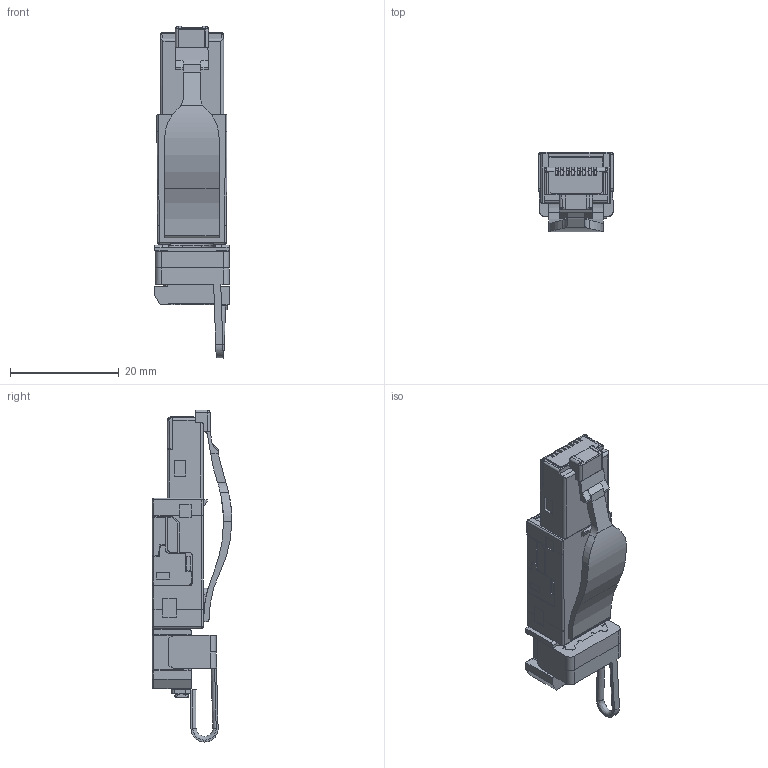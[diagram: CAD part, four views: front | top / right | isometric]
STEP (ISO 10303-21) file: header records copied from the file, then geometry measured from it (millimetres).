
FILE_DESCRIPTION (( 'STEP AP203' ), '1' );
FILE_NAME ('J80026A0003H50.STEP', '2015-10-01T14:07:45', ( '' ), ( '' ), 'SwSTEP 2.0', 'SolidWorks 2015', '' );
FILE_SCHEMA (( 'CONFIG_CONTROL_DESIGN' ));
Length unit declared in the file: millimetre
Products named in the file (1): J80026A0003H50
Bounding box: 13.73 x 14.66 x 61.17 mm (x, y, z)
Volume: 5695.4 mm3; surface area: 3784.8 mm2
Topology: 1 solids, 9 shells, 1054 faces, 2954 edges, 1916 vertices
Faces by surface type: plane 786, cylinder 204, bspline 55, cone 9
Entity records: 35610 total; most frequent: CARTESIAN_POINT 9258, ORIENTED_EDGE 5876, DIRECTION 4860, EDGE_CURVE 2938, VECTOR 2384, LINE 2384, VERTEX_POINT 1916, AXIS2_PLACEMENT_3D 1238
